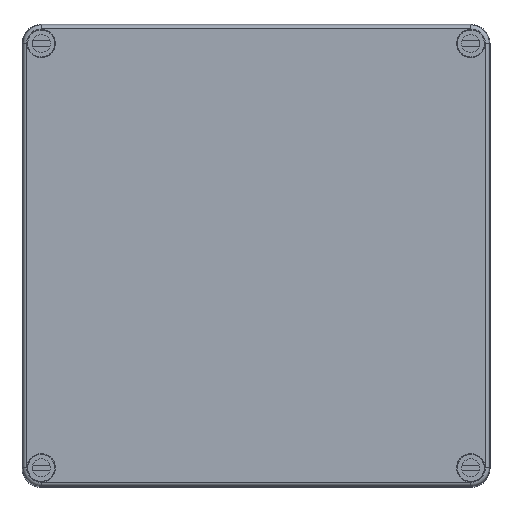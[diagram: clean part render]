
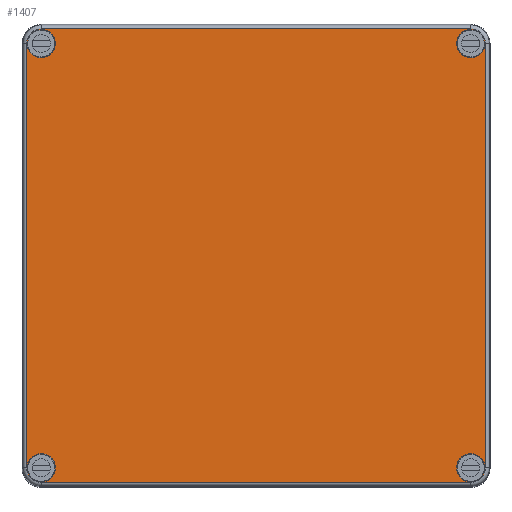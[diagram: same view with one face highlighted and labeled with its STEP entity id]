
A CAD part, top view. The second image highlights one B-rep face of the part: STEP entity #1407.
In plain terms, the highlighted planar face has unit normal (0, 0, 1).
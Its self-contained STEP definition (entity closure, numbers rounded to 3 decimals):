
#1407 = ADVANCED_FACE( '', ( #3082, #3083, #3084, #3085, #3086 ), #3087, .F. );
#3082 = FACE_BOUND( '', #5026, .T. );
#3083 = FACE_BOUND( '', #5027, .T. );
#3084 = FACE_BOUND( '', #5028, .T. );
#3085 = FACE_BOUND( '', #5029, .T. );
#3086 = FACE_OUTER_BOUND( '', #5030, .T. );
#3087 = PLANE( '', #5031 );
#5026 = EDGE_LOOP( '', ( #8933 ) );
#5027 = EDGE_LOOP( '', ( #8934 ) );
#5028 = EDGE_LOOP( '', ( #8935 ) );
#5029 = EDGE_LOOP( '', ( #8936 ) );
#5030 = EDGE_LOOP( '', ( #8937, #8938, #8939, #8940, #8941, #8942, #8943, #8944 ) );
#5031 = AXIS2_PLACEMENT_3D( '', #8945, #8946, #8947 );
#8933 = ORIENTED_EDGE( '', *, *, #12129, .F. );
#8934 = ORIENTED_EDGE( '', *, *, #12397, .F. );
#8935 = ORIENTED_EDGE( '', *, *, #12484, .F. );
#8936 = ORIENTED_EDGE( '', *, *, #12356, .F. );
#8937 = ORIENTED_EDGE( '', *, *, #12485, .T. );
#8938 = ORIENTED_EDGE( '', *, *, #12486, .F. );
#8939 = ORIENTED_EDGE( '', *, *, #11442, .T. );
#8940 = ORIENTED_EDGE( '', *, *, #11508, .T. );
#8941 = ORIENTED_EDGE( '', *, *, #12487, .F. );
#8942 = ORIENTED_EDGE( '', *, *, #12488, .T. );
#8943 = ORIENTED_EDGE( '', *, *, #11330, .F. );
#8944 = ORIENTED_EDGE( '', *, *, #12489, .F. );
#8945 = CARTESIAN_POINT( '', ( -89.173, 82.5, 39. ) );
#8946 = DIRECTION( '', ( 0., 0., -1. ) );
#8947 = DIRECTION( '', ( -1., 0., 0. ) );
#11330 = EDGE_CURVE( '', #13605, #13607, #13608, .T. );
#11442 = EDGE_CURVE( '', #13804, #13805, #13806, .T. );
#11508 = EDGE_CURVE( '', #13805, #13910, #13912, .T. );
#12129 = EDGE_CURVE( '', #14868, #14868, #14869, .T. );
#12356 = EDGE_CURVE( '', #15182, #15182, #15183, .T. );
#12397 = EDGE_CURVE( '', #15232, #15232, #15233, .T. );
#12484 = EDGE_CURVE( '', #15343, #15343, #15344, .T. );
#12485 = EDGE_CURVE( '', #15345, #15346, #15347, .T. );
#12486 = EDGE_CURVE( '', #13804, #15346, #15348, .T. );
#12487 = EDGE_CURVE( '', #15349, #13910, #15350, .T. );
#12488 = EDGE_CURVE( '', #15349, #13607, #15351, .T. );
#12489 = EDGE_CURVE( '', #15345, #13605, #15352, .T. );
#13605 = VERTEX_POINT( '', #16758 );
#13607 = VERTEX_POINT( '', #16760 );
#13608 = CIRCLE( '', #16761, 5.673 );
#13804 = VERTEX_POINT( '', #17057 );
#13805 = VERTEX_POINT( '', #17058 );
#13806 = CIRCLE( '', #17059, 5.673 );
#13910 = VERTEX_POINT( '', #17198 );
#13912 = LINE( '', #17200, #17201 );
#14868 = VERTEX_POINT( '', #18502 );
#14869 = CIRCLE( '', #18503, 5.5 );
#15182 = VERTEX_POINT( '', #18935 );
#15183 = CIRCLE( '', #18936, 5.5 );
#15232 = VERTEX_POINT( '', #19001 );
#15233 = CIRCLE( '', #19002, 5.5 );
#15343 = VERTEX_POINT( '', #19155 );
#15344 = CIRCLE( '', #19156, 5.5 );
#15345 = VERTEX_POINT( '', #19157 );
#15346 = VERTEX_POINT( '', #19158 );
#15347 = CIRCLE( '', #19159, 5.673 );
#15348 = LINE( '', #19160, #19161 );
#15349 = VERTEX_POINT( '', #19162 );
#15350 = CIRCLE( '', #19163, 5.673 );
#15351 = LINE( '', #19164, #19165 );
#15352 = LINE( '', #19166, #19167 );
#16758 = CARTESIAN_POINT( '', ( -83.5, -88.173, 39. ) );
#16760 = CARTESIAN_POINT( '', ( -89.173, -82.5, 39. ) );
#16761 = AXIS2_PLACEMENT_3D( '', #20412, #20413, #20414 );
#17057 = CARTESIAN_POINT( '', ( 89.173, 82.5, 39. ) );
#17058 = CARTESIAN_POINT( '', ( 83.5, 88.173, 39. ) );
#17059 = AXIS2_PLACEMENT_3D( '', #20594, #20595, #20596 );
#17198 = CARTESIAN_POINT( '', ( -83.5, 88.173, 39. ) );
#17200 = CARTESIAN_POINT( '', ( 83.5, 88.173, 39. ) );
#17201 = VECTOR( '', #20674, 1000. );
#18502 = CARTESIAN_POINT( '', ( -78., -82.5, 39. ) );
#18503 = AXIS2_PLACEMENT_3D( '', #21407, #21408, #21409 );
#18935 = CARTESIAN_POINT( '', ( 89., 82.5, 39. ) );
#18936 = AXIS2_PLACEMENT_3D( '', #21710, #21711, #21712 );
#19001 = CARTESIAN_POINT( '', ( 89., -82.5, 39. ) );
#19002 = AXIS2_PLACEMENT_3D( '', #21750, #21751, #21752 );
#19155 = CARTESIAN_POINT( '', ( -78., 82.5, 39. ) );
#19156 = AXIS2_PLACEMENT_3D( '', #21835, #21836, #21837 );
#19157 = CARTESIAN_POINT( '', ( 83.5, -88.173, 39. ) );
#19158 = CARTESIAN_POINT( '', ( 89.173, -82.5, 39. ) );
#19159 = AXIS2_PLACEMENT_3D( '', #21838, #21839, #21840 );
#19160 = CARTESIAN_POINT( '', ( 89.173, 82.5, 39. ) );
#19161 = VECTOR( '', #21841, 1000. );
#19162 = CARTESIAN_POINT( '', ( -89.173, 82.5, 39. ) );
#19163 = AXIS2_PLACEMENT_3D( '', #21842, #21843, #21844 );
#19164 = CARTESIAN_POINT( '', ( -89.173, 82.5, 39. ) );
#19165 = VECTOR( '', #21845, 1000. );
#19166 = CARTESIAN_POINT( '', ( 83.5, -88.173, 39. ) );
#19167 = VECTOR( '', #21846, 1000. );
#20412 = CARTESIAN_POINT( '', ( -83.5, -82.5, 39. ) );
#20413 = DIRECTION( '', ( 0., 0., -1. ) );
#20414 = DIRECTION( '', ( -1., 0., 0. ) );
#20594 = CARTESIAN_POINT( '', ( 83.5, 82.5, 39. ) );
#20595 = DIRECTION( '', ( 0., 0., 1. ) );
#20596 = DIRECTION( '', ( 1., 0., 0. ) );
#20674 = DIRECTION( '', ( -1., 0., 0. ) );
#21407 = CARTESIAN_POINT( '', ( -83.5, -82.5, 39. ) );
#21408 = DIRECTION( '', ( 0., 0., 1. ) );
#21409 = DIRECTION( '', ( 1., 0., 0. ) );
#21710 = CARTESIAN_POINT( '', ( 83.5, 82.5, 39. ) );
#21711 = DIRECTION( '', ( 0., 0., 1. ) );
#21712 = DIRECTION( '', ( 1., 0., 0. ) );
#21750 = CARTESIAN_POINT( '', ( 83.5, -82.5, 39. ) );
#21751 = DIRECTION( '', ( 0., 0., 1. ) );
#21752 = DIRECTION( '', ( 1., 0., 0. ) );
#21835 = CARTESIAN_POINT( '', ( -83.5, 82.5, 39. ) );
#21836 = DIRECTION( '', ( 0., 0., 1. ) );
#21837 = DIRECTION( '', ( 1., 0., 0. ) );
#21838 = CARTESIAN_POINT( '', ( 83.5, -82.5, 39. ) );
#21839 = DIRECTION( '', ( 0., 0., 1. ) );
#21840 = DIRECTION( '', ( 1., 0., 0. ) );
#21841 = DIRECTION( '', ( 0., -1., 0. ) );
#21842 = CARTESIAN_POINT( '', ( -83.5, 82.5, 39. ) );
#21843 = DIRECTION( '', ( 0., 0., -1. ) );
#21844 = DIRECTION( '', ( -1., 0., 0. ) );
#21845 = DIRECTION( '', ( 0., -1., 0. ) );
#21846 = DIRECTION( '', ( -1., 0., 0. ) );
